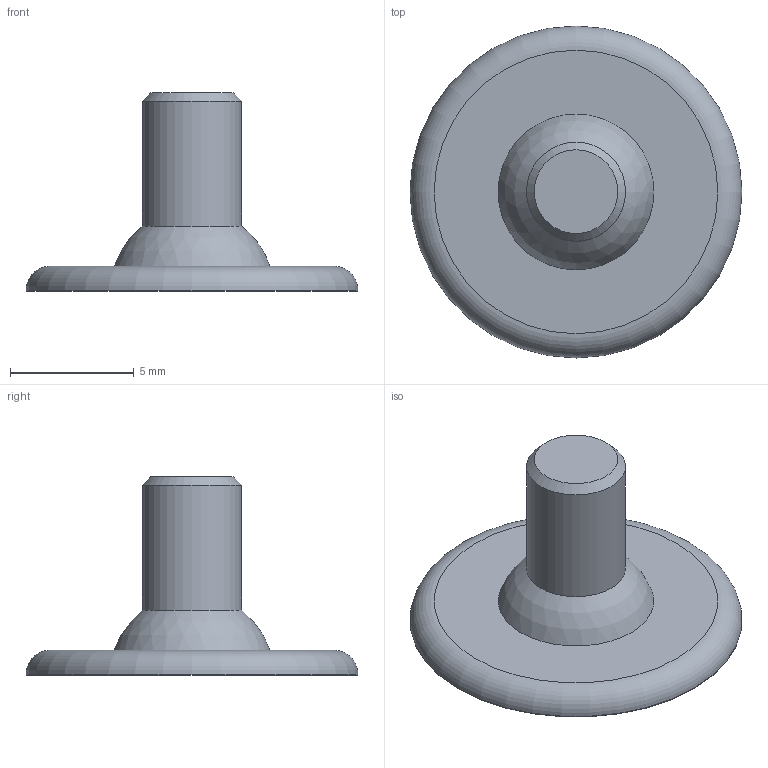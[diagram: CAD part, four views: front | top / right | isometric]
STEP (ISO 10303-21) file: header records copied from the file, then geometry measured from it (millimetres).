
FILE_DESCRIPTION(('FreeCAD Model'),'2;1');
FILE_NAME('Open CASCADE Shape Model','2025-07-25T21:17:55',(''),(''), 'Open CASCADE STEP processor 7.8','FreeCAD','Unknown');
FILE_SCHEMA(('AUTOMOTIVE_DESIGN { 1 0 10303 214 1 1 1 1 }'));
Length unit declared in the file: millimetre
Products named in the file (1): stem
Bounding box: 13.4 x 13.4 x 8 mm (x, y, z)
Volume: 233.7 mm3; surface area: 390.8 mm2
Topology: 1 solids, 1 shells, 9 faces, 15 edges, 9 vertices
Faces by surface type: plane 3, sphere 2, cylinder 2, torus 1, cone 1
Full cylindrical faces by diameter (mm): 4 x1, 13.4 x1
Entity records: 235 total; most frequent: DIRECTION 45, CARTESIAN_POINT 33, ORIENTED_EDGE 28, AXIS2_PLACEMENT_3D 21, EDGE_CURVE 14, FACE_BOUND 11, EDGE_LOOP 11, CIRCLE 11
